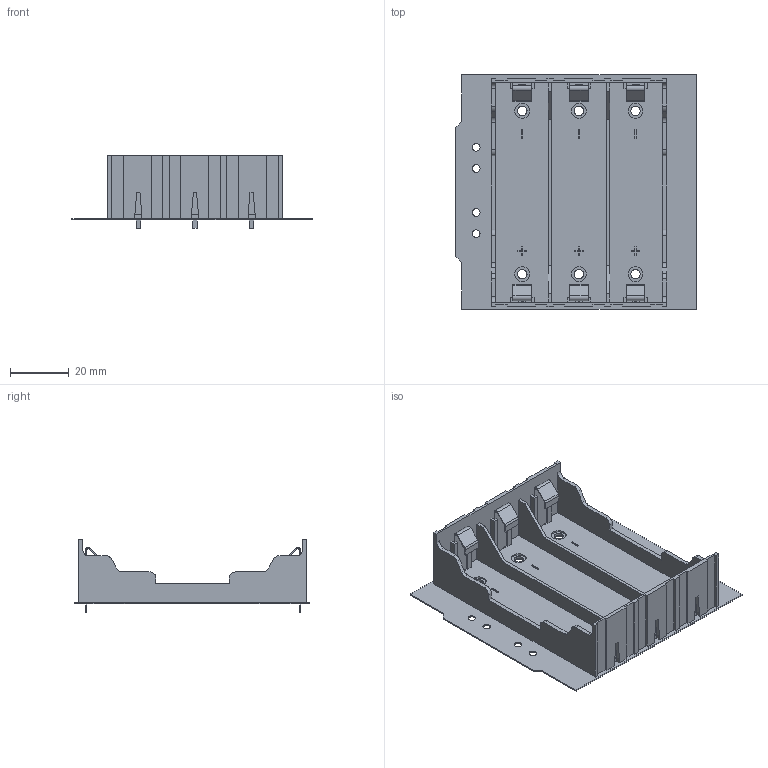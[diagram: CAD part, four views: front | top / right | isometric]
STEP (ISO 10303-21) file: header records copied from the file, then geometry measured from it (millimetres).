
FILE_DESCRIPTION(('Open CASCADE Model'),'2;1');
FILE_NAME('Open CASCADE Shape Model','2020-01-17T18:04:51',('Author'),( 'Open CASCADE'),'Open CASCADE STEP processor 6.8','Open CASCADE 6.8' ,'Unknown');
FILE_SCHEMA(('AUTOMOTIVE_DESIGN { 1 0 10303 214 1 1 1 1 }'));
Length unit declared in the file: millimetre
Products named in the file (1): PCB
Bounding box: 82 x 80 x 24.74 mm (x, y, z)
Volume: 15464.3 mm3; surface area: 35810.3 mm2
Topology: 8 solids, 8 shells, 460 faces, 1308 edges, 864 vertices
Faces by surface type: plane 380, cylinder 80
Full cylindrical faces by diameter (mm): 1.6 x6, 2.6 x4, 3.2 x6
Entity records: 14952 total; most frequent: CARTESIAN_POINT 2633, ORIENTED_EDGE 2616, DIRECTION 2390, EDGE_CURVE 1308, LINE 1148, VECTOR 1148, VERTEX_POINT 864, AXIS2_PLACEMENT_3D 621
